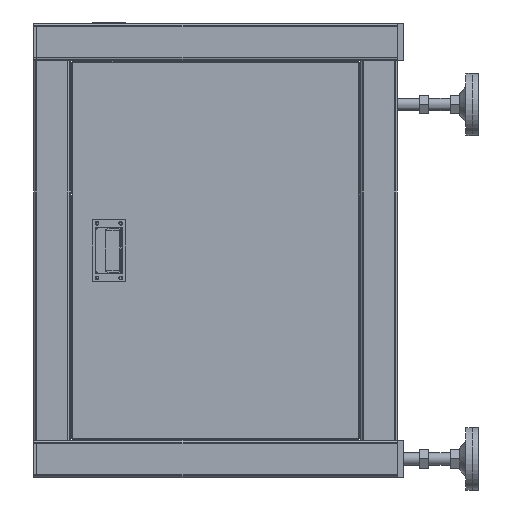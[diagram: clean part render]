
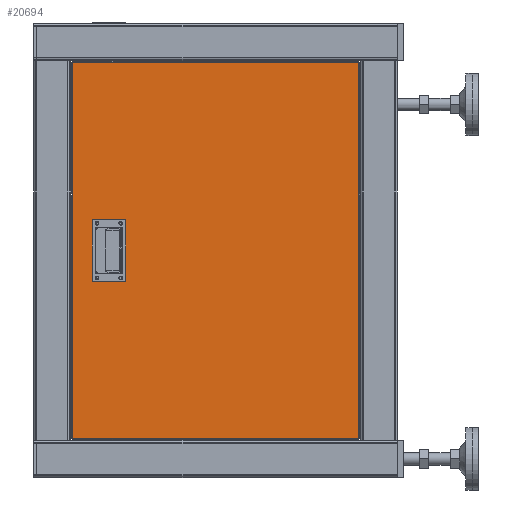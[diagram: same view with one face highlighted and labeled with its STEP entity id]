
A CAD part, left-side view. The second image highlights one B-rep face of the part: STEP entity #20694.
In plain terms, the highlighted face is planar.
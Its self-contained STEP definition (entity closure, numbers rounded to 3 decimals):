
#249 = VERTEX_POINT ( 'NONE', #7442 ) ;
#507 = VERTEX_POINT ( 'NONE', #19491 ) ;
#644 = EDGE_CURVE ( 'NONE', #249, #5846, #14987, .T. ) ;
#680 = DIRECTION ( 'NONE',  ( 1., 0., 0. ) ) ;
#702 = AXIS2_PLACEMENT_3D ( 'NONE', #11538, #19817, #2392 ) ;
#918 = CARTESIAN_POINT ( 'NONE',  ( -41., 384., 0. ) ) ;
#930 = DIRECTION ( 'NONE',  ( 1., 0., 0. ) ) ;
#978 = DIRECTION ( 'NONE',  ( 0., 0., 1. ) ) ;
#1114 = DIRECTION ( 'NONE',  ( 0., -1., 0. ) ) ;
#1277 = CARTESIAN_POINT ( 'NONE',  ( -37.5, 381., 0. ) ) ;
#1307 = EDGE_CURVE ( 'NONE', #507, #9220, #15836, .T. ) ;
#2022 = CARTESIAN_POINT ( 'NONE',  ( 37.5, 425., 0. ) ) ;
#2073 = CARTESIAN_POINT ( 'NONE',  ( 44., 384., 0. ) ) ;
#2087 = AXIS2_PLACEMENT_3D ( 'NONE', #7188, #8950, #14655 ) ;
#2091 = CARTESIAN_POINT ( 'NONE',  ( -44., 384., 0. ) ) ;
#2133 = DIRECTION ( 'NONE',  ( 0., 0., 1. ) ) ;
#2150 = CARTESIAN_POINT ( 'NONE',  ( -37.5, 425., 0. ) ) ;
#2278 = CARTESIAN_POINT ( 'NONE',  ( -44., 422., 0. ) ) ;
#2392 = DIRECTION ( 'NONE',  ( 1., 0., 0. ) ) ;
#2555 = CARTESIAN_POINT ( 'NONE',  ( -37.5, 381., 0. ) ) ;
#2571 = DIRECTION ( 'NONE',  ( 1., 0., 0. ) ) ;
#2612 = VECTOR ( 'NONE', #12479, 1000. ) ;
#2650 = VERTEX_POINT ( 'NONE', #18210 ) ;
#2794 = CIRCLE ( 'NONE', #21460, 3. ) ;
#2878 = CARTESIAN_POINT ( 'NONE',  ( 44., 384., 0. ) ) ;
#2896 = AXIS2_PLACEMENT_3D ( 'NONE', #5450, #16130, #14226 ) ;
#3231 = EDGE_LOOP ( 'NONE', ( #22511, #19766 ) ) ;
#3464 = CARTESIAN_POINT ( 'NONE',  ( 41., 422., 0. ) ) ;
#3671 = EDGE_LOOP ( 'NONE', ( #12931, #14058 ) ) ;
#4002 = DIRECTION ( 'NONE',  ( 0., 0., 1. ) ) ;
#4383 = CARTESIAN_POINT ( 'NONE',  ( -44., 422., 0. ) ) ;
#4506 = LINE ( 'NONE', #7589, #12231 ) ;
#4569 = CARTESIAN_POINT ( 'NONE',  ( -37.5, 381., 0. ) ) ;
#4597 = EDGE_CURVE ( 'NONE', #8189, #12801, #9616, .T. ) ;
#5021 = CARTESIAN_POINT ( 'NONE',  ( -41., 422., 0. ) ) ;
#5185 = DIRECTION ( 'NONE',  ( 0., -1., 0. ) ) ;
#5209 = EDGE_CURVE ( 'NONE', #11611, #16536, #8623, .T. ) ;
#5331 = LINE ( 'NONE', #2150, #13459 ) ;
#5450 = CARTESIAN_POINT ( 'NONE',  ( 0., 0., 0. ) ) ;
#5846 = VERTEX_POINT ( 'NONE', #918 ) ;
#5910 = ORIENTED_EDGE ( 'NONE', *, *, #15493, .T. ) ;
#5917 = CARTESIAN_POINT ( 'NONE',  ( 301.763, 2.237, 0. ) ) ;
#5996 = EDGE_LOOP ( 'NONE', ( #7856, #13700, #12875, #5910 ) ) ;
#6078 = ORIENTED_EDGE ( 'NONE', *, *, #14797, .F. ) ;
#6252 = LINE ( 'NONE', #2555, #21269 ) ;
#6393 = CARTESIAN_POINT ( 'NONE',  ( 37.5, 381., 0. ) ) ;
#6681 = FACE_BOUND ( 'NONE', #11418, .T. ) ;
#6763 = FACE_OUTER_BOUND ( 'NONE', #5996, .T. ) ;
#7051 = VERTEX_POINT ( 'NONE', #13899 ) ;
#7188 = CARTESIAN_POINT ( 'NONE',  ( -44., 384., 0. ) ) ;
#7203 = ORIENTED_EDGE ( 'NONE', *, *, #1307, .F. ) ;
#7405 = VECTOR ( 'NONE', #2571, 1000. ) ;
#7442 = CARTESIAN_POINT ( 'NONE',  ( -47., 384., 0. ) ) ;
#7473 = DIRECTION ( 'NONE',  ( 0., 0., 1. ) ) ;
#7554 = VERTEX_POINT ( 'NONE', #5917 ) ;
#7589 = CARTESIAN_POINT ( 'NONE',  ( -301.763, 460.793, 0. ) ) ;
#7856 = ORIENTED_EDGE ( 'NONE', *, *, #16439, .T. ) ;
#8052 = EDGE_CURVE ( 'NONE', #2650, #19053, #14280, .T. ) ;
#8189 = VERTEX_POINT ( 'NONE', #3464 ) ;
#8273 = DIRECTION ( 'NONE',  ( 1., 0., 0. ) ) ;
#8391 = EDGE_LOOP ( 'NONE', ( #20856, #21917, #12346, #7203 ) ) ;
#8623 = LINE ( 'NONE', #4569, #8659 ) ;
#8659 = VECTOR ( 'NONE', #1114, 1000. ) ;
#8710 = VERTEX_POINT ( 'NONE', #14619 ) ;
#8950 = DIRECTION ( 'NONE',  ( 0., 0., 1. ) ) ;
#9220 = VERTEX_POINT ( 'NONE', #2022 ) ;
#9229 = CIRCLE ( 'NONE', #21995, 3. ) ;
#9308 = AXIS2_PLACEMENT_3D ( 'NONE', #2091, #9711, #9557 ) ;
#9557 = DIRECTION ( 'NONE',  ( 1., 0., 0. ) ) ;
#9616 = CIRCLE ( 'NONE', #11508, 3. ) ;
#9711 = DIRECTION ( 'NONE',  ( 0., 0., 1. ) ) ;
#9807 = EDGE_CURVE ( 'NONE', #12612, #7051, #18148, .T. ) ;
#10749 = CIRCLE ( 'NONE', #13464, 3. ) ;
#11153 = DIRECTION ( 'NONE',  ( 1., 0., 0. ) ) ;
#11278 = DIRECTION ( 'NONE',  ( -1., 0., 0. ) ) ;
#11397 = EDGE_CURVE ( 'NONE', #16536, #507, #6252, .T. ) ;
#11418 = EDGE_LOOP ( 'NONE', ( #14234, #6078 ) ) ;
#11508 = AXIS2_PLACEMENT_3D ( 'NONE', #18677, #4002, #11153 ) ;
#11538 = CARTESIAN_POINT ( 'NONE',  ( 44., 422., 0. ) ) ;
#11611 = VERTEX_POINT ( 'NONE', #16762 ) ;
#11770 = EDGE_CURVE ( 'NONE', #12801, #8189, #14745, .T. ) ;
#11833 = DIRECTION ( 'NONE',  ( 1., 0., 0. ) ) ;
#12231 = VECTOR ( 'NONE', #5185, 1000. ) ;
#12340 = VECTOR ( 'NONE', #22294, 1000. ) ;
#12346 = ORIENTED_EDGE ( 'NONE', *, *, #18833, .F. ) ;
#12451 = CARTESIAN_POINT ( 'NONE',  ( 301.763, 460.763, 0. ) ) ;
#12479 = DIRECTION ( 'NONE',  ( -1., 0., 0. ) ) ;
#12612 = VERTEX_POINT ( 'NONE', #12451 ) ;
#12791 = LINE ( 'NONE', #16919, #12340 ) ;
#12801 = VERTEX_POINT ( 'NONE', #13656 ) ;
#12875 = ORIENTED_EDGE ( 'NONE', *, *, #9807, .T. ) ;
#12931 = ORIENTED_EDGE ( 'NONE', *, *, #14717, .F. ) ;
#13040 = VERTEX_POINT ( 'NONE', #14006 ) ;
#13344 = DIRECTION ( 'NONE',  ( 1., 0., 0. ) ) ;
#13459 = VECTOR ( 'NONE', #11278, 1000. ) ;
#13464 = AXIS2_PLACEMENT_3D ( 'NONE', #2878, #978, #13344 ) ;
#13656 = CARTESIAN_POINT ( 'NONE',  ( 47., 422., 0. ) ) ;
#13681 = ORIENTED_EDGE ( 'NONE', *, *, #20555, .F. ) ;
#13700 = ORIENTED_EDGE ( 'NONE', *, *, #15643, .T. ) ;
#13897 = VERTEX_POINT ( 'NONE', #5021 ) ;
#13899 = CARTESIAN_POINT ( 'NONE',  ( -301.763, 460.763, 0. ) ) ;
#14006 = CARTESIAN_POINT ( 'NONE',  ( -47., 422., 0. ) ) ;
#14009 = FACE_BOUND ( 'NONE', #18401, .T. ) ;
#14058 = ORIENTED_EDGE ( 'NONE', *, *, #17103, .F. ) ;
#14195 = FACE_BOUND ( 'NONE', #3671, .T. ) ;
#14226 = DIRECTION ( 'NONE',  ( -1., 0., 0. ) ) ;
#14230 = ORIENTED_EDGE ( 'NONE', *, *, #644, .F. ) ;
#14234 = ORIENTED_EDGE ( 'NONE', *, *, #8052, .F. ) ;
#14280 = CIRCLE ( 'NONE', #15806, 3. ) ;
#14560 = FACE_BOUND ( 'NONE', #8391, .T. ) ;
#14619 = CARTESIAN_POINT ( 'NONE',  ( -301.763, 2.237, 0. ) ) ;
#14655 = DIRECTION ( 'NONE',  ( 1., 0., 0. ) ) ;
#14717 = EDGE_CURVE ( 'NONE', #13897, #13040, #2794, .T. ) ;
#14745 = CIRCLE ( 'NONE', #702, 3. ) ;
#14797 = EDGE_CURVE ( 'NONE', #19053, #2650, #10749, .T. ) ;
#14987 = CIRCLE ( 'NONE', #9308, 3. ) ;
#15493 = EDGE_CURVE ( 'NONE', #7051, #8710, #4506, .T. ) ;
#15643 = EDGE_CURVE ( 'NONE', #7554, #12612, #12791, .T. ) ;
#15806 = AXIS2_PLACEMENT_3D ( 'NONE', #2073, #7473, #11833 ) ;
#15836 = LINE ( 'NONE', #6393, #15950 ) ;
#15950 = VECTOR ( 'NONE', #18354, 1000. ) ;
#16130 = DIRECTION ( 'NONE',  ( 0., 0., -1. ) ) ;
#16439 = EDGE_CURVE ( 'NONE', #8710, #7554, #22389, .T. ) ;
#16536 = VERTEX_POINT ( 'NONE', #1277 ) ;
#16762 = CARTESIAN_POINT ( 'NONE',  ( -37.5, 425., 0. ) ) ;
#16919 = CARTESIAN_POINT ( 'NONE',  ( 301.763, 2.207, 0. ) ) ;
#17103 = EDGE_CURVE ( 'NONE', #13040, #13897, #9229, .T. ) ;
#17988 = PLANE ( 'NONE',  #2896 ) ;
#18148 = LINE ( 'NONE', #19566, #2612 ) ;
#18210 = CARTESIAN_POINT ( 'NONE',  ( 47., 384., 0. ) ) ;
#18354 = DIRECTION ( 'NONE',  ( 0., 1., 0. ) ) ;
#18401 = EDGE_LOOP ( 'NONE', ( #13681, #14230 ) ) ;
#18461 = CARTESIAN_POINT ( 'NONE',  ( -301.793, 2.237, 0. ) ) ;
#18583 = DIRECTION ( 'NONE',  ( 0., 0., 1. ) ) ;
#18677 = CARTESIAN_POINT ( 'NONE',  ( 44., 422., 0. ) ) ;
#18833 = EDGE_CURVE ( 'NONE', #9220, #11611, #5331, .T. ) ;
#19053 = VERTEX_POINT ( 'NONE', #20918 ) ;
#19491 = CARTESIAN_POINT ( 'NONE',  ( 37.5, 381., 0. ) ) ;
#19566 = CARTESIAN_POINT ( 'NONE',  ( 301.793, 460.763, 0. ) ) ;
#19766 = ORIENTED_EDGE ( 'NONE', *, *, #4597, .F. ) ;
#19817 = DIRECTION ( 'NONE',  ( 0., 0., 1. ) ) ;
#20555 = EDGE_CURVE ( 'NONE', #5846, #249, #20976, .T. ) ;
#20694 = ADVANCED_FACE ( 'NONE', ( #14195, #14009, #6681, #21945, #14560, #6763 ), #17988, .F. ) ;
#20856 = ORIENTED_EDGE ( 'NONE', *, *, #11397, .F. ) ;
#20918 = CARTESIAN_POINT ( 'NONE',  ( 41., 384., 0. ) ) ;
#20976 = CIRCLE ( 'NONE', #2087, 3. ) ;
#21269 = VECTOR ( 'NONE', #8273, 1000. ) ;
#21460 = AXIS2_PLACEMENT_3D ( 'NONE', #2278, #2133, #680 ) ;
#21917 = ORIENTED_EDGE ( 'NONE', *, *, #5209, .F. ) ;
#21945 = FACE_BOUND ( 'NONE', #3231, .T. ) ;
#21995 = AXIS2_PLACEMENT_3D ( 'NONE', #4383, #18583, #930 ) ;
#22294 = DIRECTION ( 'NONE',  ( 0., 1., 0. ) ) ;
#22389 = LINE ( 'NONE', #18461, #7405 ) ;
#22511 = ORIENTED_EDGE ( 'NONE', *, *, #11770, .F. ) ;
